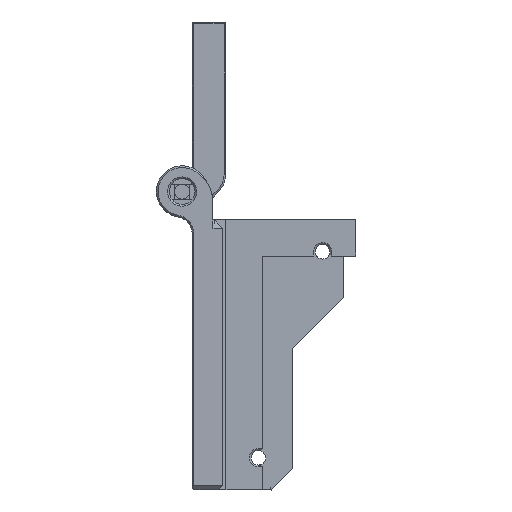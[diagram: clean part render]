
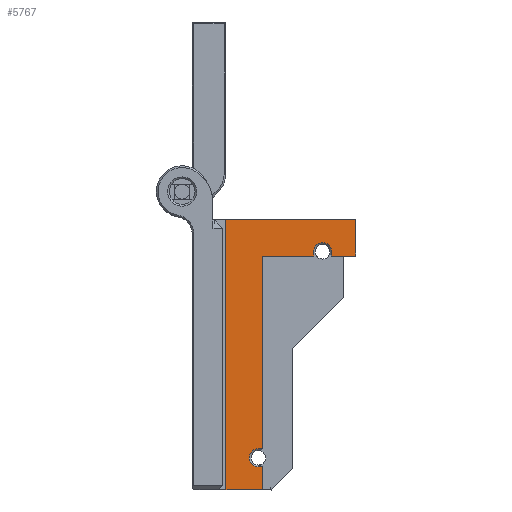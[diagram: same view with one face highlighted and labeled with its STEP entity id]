
A CAD part, left-side view. The second image highlights one B-rep face of the part: STEP entity #5767.
In plain terms, the highlighted face is planar.
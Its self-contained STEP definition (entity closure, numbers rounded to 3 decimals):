
#265=CIRCLE('',#6260,2.1);
#266=CIRCLE('',#6261,2.1);
#567=FACE_OUTER_BOUND('',#910,.T.);
#910=EDGE_LOOP('',(#4469,#4470,#4471,#4472,#4473,#4474,#4475,#4476,#4477,
#4478,#4479,#4480,#4481,#4482));
#1398=LINE('',#9190,#1995);
#1402=LINE('',#9198,#1999);
#1403=LINE('',#9200,#2000);
#1404=LINE('',#9204,#2001);
#1405=LINE('',#9206,#2002);
#1406=LINE('',#9208,#2003);
#1407=LINE('',#9210,#2004);
#1408=LINE('',#9212,#2005);
#1409=LINE('',#9214,#2006);
#1410=LINE('',#9216,#2007);
#1411=LINE('',#9218,#2008);
#1412=LINE('',#9221,#2009);
#1995=VECTOR('',#7293,1000.);
#1999=VECTOR('',#7299,1000.);
#2000=VECTOR('',#7300,1000.);
#2001=VECTOR('',#7303,1000.);
#2002=VECTOR('',#7304,1000.);
#2003=VECTOR('',#7305,1000.);
#2004=VECTOR('',#7306,1000.);
#2005=VECTOR('',#7307,1000.);
#2006=VECTOR('',#7308,1000.);
#2007=VECTOR('',#7309,1000.);
#2008=VECTOR('',#7310,1000.);
#2009=VECTOR('',#7313,1000.);
#2577=VERTEX_POINT('',#9188);
#2578=VERTEX_POINT('',#9189);
#2581=VERTEX_POINT('',#9197);
#2582=VERTEX_POINT('',#9199);
#2583=VERTEX_POINT('',#9201);
#2584=VERTEX_POINT('',#9203);
#2585=VERTEX_POINT('',#9205);
#2586=VERTEX_POINT('',#9207);
#2587=VERTEX_POINT('',#9209);
#2588=VERTEX_POINT('',#9211);
#2589=VERTEX_POINT('',#9213);
#2590=VERTEX_POINT('',#9215);
#2591=VERTEX_POINT('',#9217);
#2592=VERTEX_POINT('',#9219);
#3248=EDGE_CURVE('',#2577,#2578,#1398,.T.);
#3252=EDGE_CURVE('',#2577,#2581,#1402,.T.);
#3253=EDGE_CURVE('',#2581,#2582,#1403,.T.);
#3254=EDGE_CURVE('',#2582,#2583,#265,.T.);
#3255=EDGE_CURVE('',#2583,#2584,#1404,.T.);
#3256=EDGE_CURVE('',#2584,#2585,#1405,.T.);
#3257=EDGE_CURVE('',#2585,#2586,#1406,.T.);
#3258=EDGE_CURVE('',#2586,#2587,#1407,.T.);
#3259=EDGE_CURVE('',#2588,#2587,#1408,.T.);
#3260=EDGE_CURVE('',#2589,#2588,#1409,.T.);
#3261=EDGE_CURVE('',#2590,#2589,#1410,.T.);
#3262=EDGE_CURVE('',#2590,#2591,#1411,.T.);
#3263=EDGE_CURVE('',#2591,#2592,#266,.T.);
#3264=EDGE_CURVE('',#2592,#2578,#1412,.T.);
#4469=ORIENTED_EDGE('',*,*,#3248,.F.);
#4470=ORIENTED_EDGE('',*,*,#3252,.T.);
#4471=ORIENTED_EDGE('',*,*,#3253,.T.);
#4472=ORIENTED_EDGE('',*,*,#3254,.T.);
#4473=ORIENTED_EDGE('',*,*,#3255,.T.);
#4474=ORIENTED_EDGE('',*,*,#3256,.T.);
#4475=ORIENTED_EDGE('',*,*,#3257,.T.);
#4476=ORIENTED_EDGE('',*,*,#3258,.T.);
#4477=ORIENTED_EDGE('',*,*,#3259,.F.);
#4478=ORIENTED_EDGE('',*,*,#3260,.F.);
#4479=ORIENTED_EDGE('',*,*,#3261,.F.);
#4480=ORIENTED_EDGE('',*,*,#3262,.T.);
#4481=ORIENTED_EDGE('',*,*,#3263,.T.);
#4482=ORIENTED_EDGE('',*,*,#3264,.T.);
#5493=PLANE('',#6259);
#5767=ADVANCED_FACE('',(#567),#5493,.T.);
#6259=AXIS2_PLACEMENT_3D('',#9196,#7297,#7298);
#6260=AXIS2_PLACEMENT_3D('',#9202,#7301,#7302);
#6261=AXIS2_PLACEMENT_3D('',#9220,#7311,#7312);
#7293=DIRECTION('',(0.,-0.001,-1.));
#7297=DIRECTION('center_axis',(1.,0.,0.));
#7298=DIRECTION('ref_axis',(0.,-1.,0.001));
#7299=DIRECTION('',(0.,1.,-0.001));
#7300=DIRECTION('',(0.,0.001,1.));
#7301=DIRECTION('center_axis',(-1.,0.,0.));
#7302=DIRECTION('ref_axis',(0.,-1.,0.001));
#7303=DIRECTION('',(0.,-0.001,-1.));
#7304=DIRECTION('',(0.,1.,-0.001));
#7305=DIRECTION('',(0.,0.001,1.));
#7306=DIRECTION('',(0.,-1.,0.001));
#7307=DIRECTION('',(0.,0.001,1.));
#7308=DIRECTION('',(0.,-1.,0.001));
#7309=DIRECTION('',(0.,-0.001,-1.));
#7310=DIRECTION('',(0.,-1.,0.));
#7311=DIRECTION('center_axis',(-1.,0.,0.));
#7312=DIRECTION('ref_axis',(0.,0.,
-1.));
#7313=DIRECTION('',(0.,1.,0.));
#9188=CARTESIAN_POINT('',(43.651,-221.488,389.373));
#9189=CARTESIAN_POINT('',(43.651,-221.53,344.474));
#9190=CARTESIAN_POINT('',(43.651,-221.494,382.873));
#9196=CARTESIAN_POINT('Origin',(43.651,-214.48,397.866));
#9197=CARTESIAN_POINT('',(43.651,-209.588,389.362));
#9198=CARTESIAN_POINT('',(43.651,-214.488,389.366));
#9199=CARTESIAN_POINT('',(43.651,-209.587,390.361));
#9200=CARTESIAN_POINT('',(43.651,-209.587,390.361));
#9201=CARTESIAN_POINT('',(43.651,-205.387,390.357));
#9202=CARTESIAN_POINT('Origin',(43.651,-207.487,390.359));
#9203=CARTESIAN_POINT('',(43.651,-205.388,389.358));
#9204=CARTESIAN_POINT('',(43.651,-205.388,389.357));
#9205=CARTESIAN_POINT('',(43.651,-199.888,389.353));
#9206=CARTESIAN_POINT('',(43.651,-214.488,389.366));
#9207=CARTESIAN_POINT('',(43.651,-199.881,397.853));
#9208=CARTESIAN_POINT('',(43.651,-199.881,397.853));
#9209=CARTESIAN_POINT('',(43.651,-229.981,397.881));
#9210=CARTESIAN_POINT('',(43.651,-215.605,397.867));
#9211=CARTESIAN_POINT('',(43.651,-230.039,334.881));
#9212=CARTESIAN_POINT('',(43.651,-229.988,390.381));
#9213=CARTESIAN_POINT('',(43.651,-221.539,334.873));
#9214=CARTESIAN_POINT('',(43.651,-221.539,334.873));
#9215=CARTESIAN_POINT('',(43.651,-221.534,340.274));
#9216=CARTESIAN_POINT('',(43.651,-221.494,382.873));
#9217=CARTESIAN_POINT('',(43.651,-222.501,340.274));
#9218=CARTESIAN_POINT('',(43.651,-214.48,340.274));
#9219=CARTESIAN_POINT('',(43.651,-222.501,344.474));
#9220=CARTESIAN_POINT('Origin',(43.651,-222.501,342.374));
#9221=CARTESIAN_POINT('',(43.651,-214.48,344.474));
